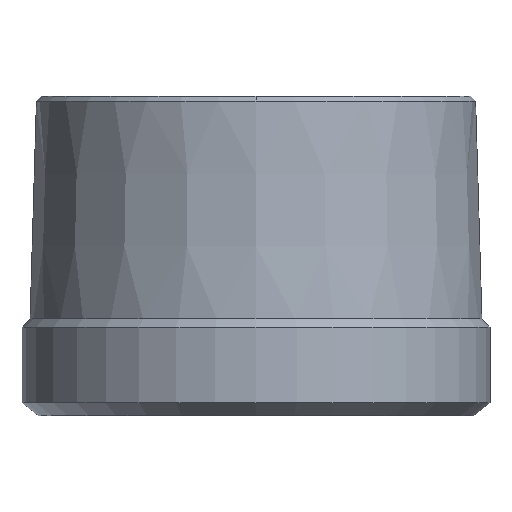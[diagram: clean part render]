
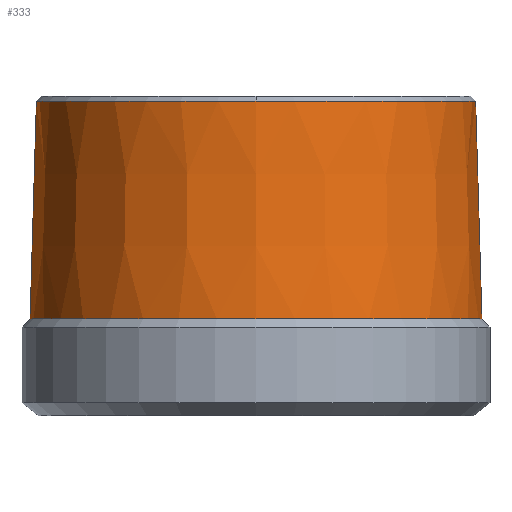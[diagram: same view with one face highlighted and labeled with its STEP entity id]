
A CAD part, front view. The second image highlights one B-rep face of the part: STEP entity #333.
In plain terms, the highlighted conical face has half-angle 1.66 degrees and reference radius 13.609 mm.
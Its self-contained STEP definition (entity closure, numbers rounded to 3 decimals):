
#17 = EDGE_CURVE ( 'NONE', #29, #119, #152, .T. ) ;
#29 = VERTEX_POINT ( 'NONE', #69 ) ;
#34 = DIRECTION ( 'NONE',  ( 0., 0., -1. ) ) ;
#36 = ORIENTED_EDGE ( 'NONE', *, *, #87, .T. ) ;
#54 = CONICAL_SURFACE ( 'NONE', #295, 13.609, 0.029 ) ;
#66 = DIRECTION ( 'NONE',  ( -1., 0., 0. ) ) ;
#69 = CARTESIAN_POINT ( 'NONE',  ( 13.609, 0., 19.5 ) ) ;
#70 = AXIS2_PLACEMENT_3D ( 'NONE', #144, #271, #409 ) ;
#87 = EDGE_CURVE ( 'NONE', #29, #182, #420, .T. ) ;
#91 = DIRECTION ( 'NONE',  ( -1., 0., 0. ) ) ;
#93 = DIRECTION ( 'NONE',  ( -0.029, 0., -1. ) ) ;
#102 = FACE_OUTER_BOUND ( 'NONE', #304, .T. ) ;
#106 = EDGE_CURVE ( 'NONE', #401, #255, #251, .T. ) ;
#112 = AXIS2_PLACEMENT_3D ( 'NONE', #326, #34, #164 ) ;
#119 = VERTEX_POINT ( 'NONE', #322 ) ;
#139 = EDGE_CURVE ( 'NONE', #182, #401, #429, .T. ) ;
#144 = CARTESIAN_POINT ( 'NONE',  ( 0., 0., 19.5 ) ) ;
#146 = CARTESIAN_POINT ( 'NONE',  ( 0., -13.609, 19.5 ) ) ;
#152 = LINE ( 'NONE', #278, #331 ) ;
#164 = DIRECTION ( 'NONE',  ( -1., 0., 0. ) ) ;
#171 = ORIENTED_EDGE ( 'NONE', *, *, #337, .F. ) ;
#182 = VERTEX_POINT ( 'NONE', #146 ) ;
#192 = ORIENTED_EDGE ( 'NONE', *, *, #17, .F. ) ;
#214 = CARTESIAN_POINT ( 'NONE',  ( -14., 0., 6. ) ) ;
#228 = CARTESIAN_POINT ( 'NONE',  ( 0., 0., 19.5 ) ) ;
#229 = AXIS2_PLACEMENT_3D ( 'NONE', #248, #387, #91 ) ;
#233 = VECTOR ( 'NONE', #93, 1000. ) ;
#236 = CIRCLE ( 'NONE', #112, 14. ) ;
#248 = CARTESIAN_POINT ( 'NONE',  ( 0., 0., 19.5 ) ) ;
#251 = LINE ( 'NONE', #391, #233 ) ;
#255 = VERTEX_POINT ( 'NONE', #214 ) ;
#271 = DIRECTION ( 'NONE',  ( 0., 0., -1. ) ) ;
#278 = CARTESIAN_POINT ( 'NONE',  ( 13.609, 0., 19.5 ) ) ;
#292 = ORIENTED_EDGE ( 'NONE', *, *, #139, .T. ) ;
#295 = AXIS2_PLACEMENT_3D ( 'NONE', #228, #363, #66 ) ;
#304 = EDGE_LOOP ( 'NONE', ( #192, #36, #292, #380, #171 ) ) ;
#322 = CARTESIAN_POINT ( 'NONE',  ( 14., 0., 6. ) ) ;
#326 = CARTESIAN_POINT ( 'NONE',  ( 0., 0., 6. ) ) ;
#331 = VECTOR ( 'NONE', #419, 1000. ) ;
#333 = ADVANCED_FACE ( 'NONE', ( #102 ), #54, .T. ) ;
#337 = EDGE_CURVE ( 'NONE', #119, #255, #236, .T. ) ;
#363 = DIRECTION ( 'NONE',  ( 0., 0., -1. ) ) ;
#380 = ORIENTED_EDGE ( 'NONE', *, *, #106, .T. ) ;
#386 = CARTESIAN_POINT ( 'NONE',  ( -13.609, 0., 19.5 ) ) ;
#387 = DIRECTION ( 'NONE',  ( 0., 0., -1. ) ) ;
#391 = CARTESIAN_POINT ( 'NONE',  ( -13.609, 0., 19.5 ) ) ;
#401 = VERTEX_POINT ( 'NONE', #386 ) ;
#409 = DIRECTION ( 'NONE',  ( -1., 0., 0. ) ) ;
#419 = DIRECTION ( 'NONE',  ( 0.029, 0., -1. ) ) ;
#420 = CIRCLE ( 'NONE', #229, 13.609 ) ;
#429 = CIRCLE ( 'NONE', #70, 13.609 ) ;
